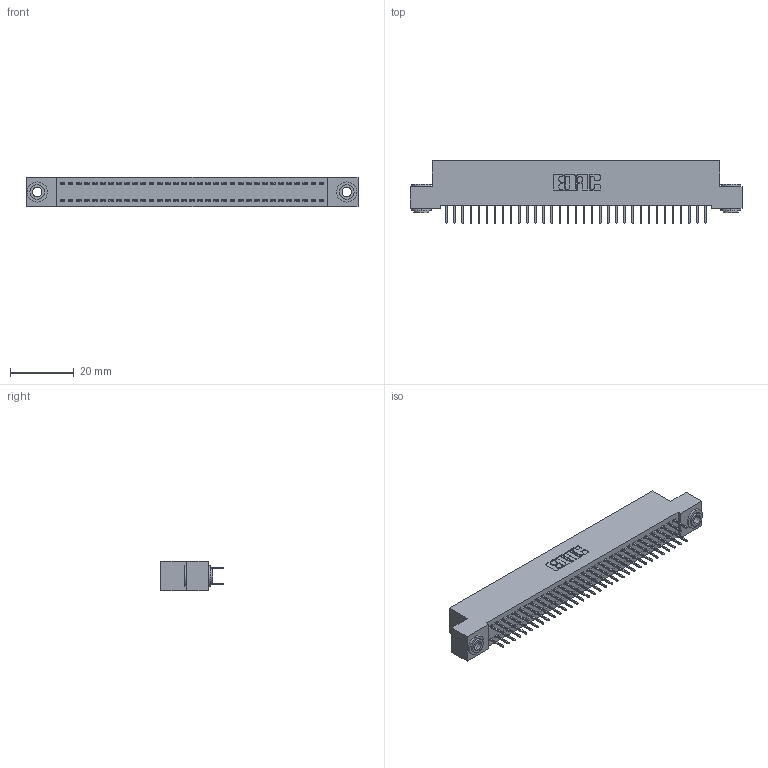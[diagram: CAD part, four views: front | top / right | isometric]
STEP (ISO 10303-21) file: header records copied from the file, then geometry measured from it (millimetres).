
FILE_DESCRIPTION (( 'STEP AP203' ), '1' );
FILE_NAME ('342-066-524-203.STEP', '2018-08-13T07:57:31', ( '' ), ( '' ), 'SwSTEP 2.0', 'SolidWorks 2016', '' );
FILE_SCHEMA (( 'CONFIG_CONTROL_DESIGN' ));
Length unit declared in the file: inch
Products named in the file (4): 342 Part_.156 TH; 345-292-001_345-293-124; 342-250-002_345-250-002-102; 342-066-524-203
Assembly tree (69 placements, depth 2):
  342-066-524-203
    342 Part_.156 TH
    345-292-001_345-293-124  x66
    342-250-002_345-250-002-102  x2
Bounding box: 104.14 x 19.69 x 9.4 mm (x, y, z)
Volume: 9237.3 mm3; surface area: 14768.5 mm2
Topology: 69 solids, 69 shells, 3844 faces, 10869 edges, 6978 vertices
Faces by surface type: plane 2848, cylinder 988, cone 8
Entity records: 22986 total; most frequent: CARTESIAN_POINT 3793, ORIENTED_EDGE 3722, DIRECTION 3291, EDGE_CURVE 1861, LINE 1713, VECTOR 1713, VERTEX_POINT 1234, AXIS2_PLACEMENT_3D 789
